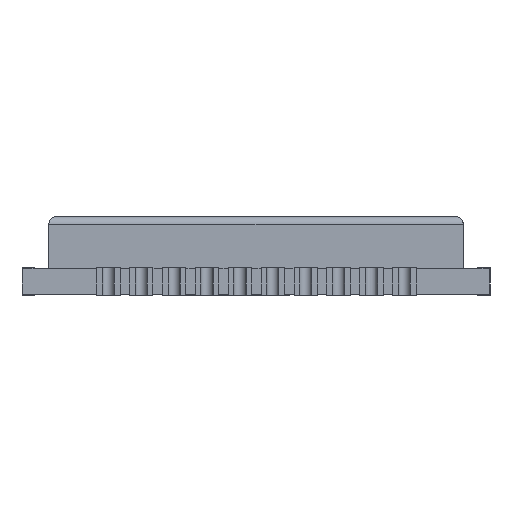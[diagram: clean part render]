
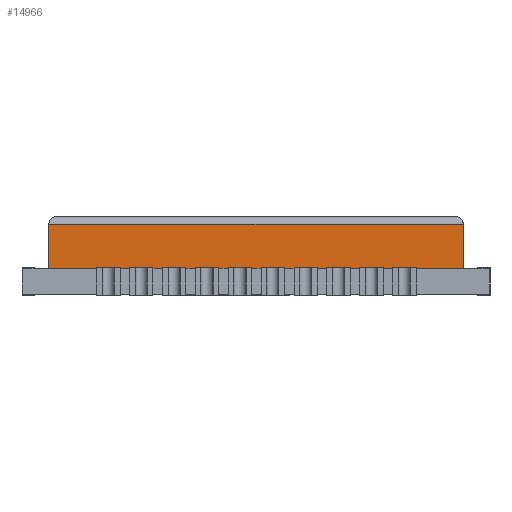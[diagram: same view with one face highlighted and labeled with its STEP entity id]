
A CAD part, front view. The second image highlights one B-rep face of the part: STEP entity #14966.
In plain terms, the highlighted planar face has unit normal (0, -1, 0).
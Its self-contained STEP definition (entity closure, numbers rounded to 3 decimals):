
#7813 = VERTEX_POINT('',#7814);
#7814 = CARTESIAN_POINT('',(17.,1.04,1.085));
#7820 = EDGE_CURVE('',#7813,#7821,#7823,.T.);
#7821 = VERTEX_POINT('',#7822);
#7822 = CARTESIAN_POINT('',(1.,1.04,1.085));
#7823 = LINE('',#7824,#7825);
#7824 = CARTESIAN_POINT('',(0.,1.04,1.085));
#7825 = VECTOR('',#7826,1.);
#7826 = DIRECTION('',(-1.,0.,0.));
#14946 = EDGE_CURVE('',#7821,#14947,#14949,.T.);
#14947 = VERTEX_POINT('',#14948);
#14948 = CARTESIAN_POINT('',(1.,1.04,2.785));
#14949 = LINE('',#14950,#14951);
#14950 = CARTESIAN_POINT('',(1.,1.04,1.085));
#14951 = VECTOR('',#14952,1.);
#14952 = DIRECTION('',(0.,0.,1.));
#14966 = ADVANCED_FACE('',(#14967),#14985,.T.);
#14967 = FACE_BOUND('',#14968,.T.);
#14968 = EDGE_LOOP('',(#14969,#14977,#14983,#14984));
#14969 = ORIENTED_EDGE('',*,*,#14970,.T.);
#14970 = EDGE_CURVE('',#7813,#14971,#14973,.T.);
#14971 = VERTEX_POINT('',#14972);
#14972 = CARTESIAN_POINT('',(17.,1.04,2.785));
#14973 = LINE('',#14974,#14975);
#14974 = CARTESIAN_POINT('',(17.,1.04,1.085));
#14975 = VECTOR('',#14976,1.);
#14976 = DIRECTION('',(0.,0.,1.));
#14977 = ORIENTED_EDGE('',*,*,#14978,.T.);
#14978 = EDGE_CURVE('',#14971,#14947,#14979,.T.);
#14979 = LINE('',#14980,#14981);
#14980 = CARTESIAN_POINT('',(1.,1.04,2.785));
#14981 = VECTOR('',#14982,1.);
#14982 = DIRECTION('',(-1.,0.,0.));
#14983 = ORIENTED_EDGE('',*,*,#14946,.F.);
#14984 = ORIENTED_EDGE('',*,*,#7820,.F.);
#14985 = PLANE('',#14986);
#14986 = AXIS2_PLACEMENT_3D('',#14987,#14988,#14989);
#14987 = CARTESIAN_POINT('',(1.,1.04,1.085));
#14988 = DIRECTION('',(0.,-1.,0.));
#14989 = DIRECTION('',(1.,0.,0.));
